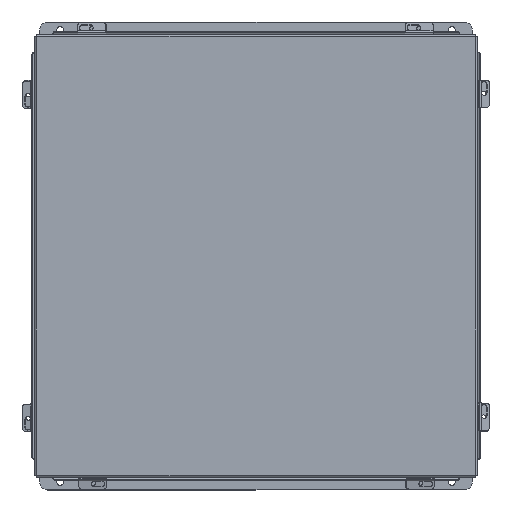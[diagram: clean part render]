
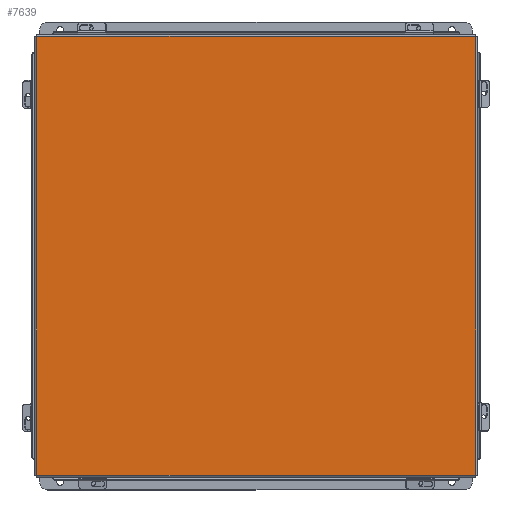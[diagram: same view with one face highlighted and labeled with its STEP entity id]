
A CAD part, top view. The second image highlights one B-rep face of the part: STEP entity #7639.
In plain terms, the highlighted face is planar.
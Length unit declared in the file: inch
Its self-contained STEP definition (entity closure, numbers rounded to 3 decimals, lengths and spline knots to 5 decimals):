
#270 = ORIENTED_EDGE ( 'NONE', *, *, #6372, .T. ) ;
#377 = DIRECTION ( 'NONE',  ( 1., 0., 0. ) ) ;
#749 = CARTESIAN_POINT ( 'NONE',  ( -10.06855, -10.06855, -0.0747 ) ) ;
#932 = CARTESIAN_POINT ( 'NONE',  ( -10.06855, 10.06855, -0.0747 ) ) ;
#1027 = LINE ( 'NONE', #8585, #2800 ) ;
#1078 = EDGE_LOOP ( 'NONE', ( #2541, #4616, #270, #7678 ) ) ;
#1286 = AXIS2_PLACEMENT_3D ( 'NONE', #8143, #6631, #2081 ) ;
#1583 = VERTEX_POINT ( 'NONE', #3325 ) ;
#2066 = LINE ( 'NONE', #2603, #3861 ) ;
#2081 = DIRECTION ( 'NONE',  ( -1., 0., 0. ) ) ;
#2285 = DIRECTION ( 'NONE',  ( 0., 1., 0. ) ) ;
#2541 = ORIENTED_EDGE ( 'NONE', *, *, #2733, .T. ) ;
#2571 = FACE_OUTER_BOUND ( 'NONE', #1078, .T. ) ;
#2603 = CARTESIAN_POINT ( 'NONE',  ( -10.07448, 10.06855, -0.0747 ) ) ;
#2733 = EDGE_CURVE ( 'NONE', #5250, #1583, #2066, .T. ) ;
#2800 = VECTOR ( 'NONE', #7834, 39.37008 ) ;
#3325 = CARTESIAN_POINT ( 'NONE',  ( 10.06855, 10.06855, -0.0747 ) ) ;
#3484 = LINE ( 'NONE', #7902, #5264 ) ;
#3861 = VECTOR ( 'NONE', #377, 39.37008 ) ;
#4616 = ORIENTED_EDGE ( 'NONE', *, *, #9827, .T. ) ;
#4860 = CARTESIAN_POINT ( 'NONE',  ( 10.06855, -10.06855, -0.0747 ) ) ;
#5250 = VERTEX_POINT ( 'NONE', #932 ) ;
#5264 = VECTOR ( 'NONE', #8689, 39.37008 ) ;
#5556 = VERTEX_POINT ( 'NONE', #749 ) ;
#6250 = VECTOR ( 'NONE', #2285, 39.37008 ) ;
#6372 = EDGE_CURVE ( 'NONE', #6932, #5556, #3484, .T. ) ;
#6631 = DIRECTION ( 'NONE',  ( 0., 0., -1. ) ) ;
#6932 = VERTEX_POINT ( 'NONE', #4860 ) ;
#7596 = CARTESIAN_POINT ( 'NONE',  ( -10.06855, -10.07448, -0.0747 ) ) ;
#7639 = ADVANCED_FACE ( 'NONE', ( #2571 ), #9630, .T. ) ;
#7678 = ORIENTED_EDGE ( 'NONE', *, *, #9615, .T. ) ;
#7834 = DIRECTION ( 'NONE',  ( 0., -1., 0. ) ) ;
#7902 = CARTESIAN_POINT ( 'NONE',  ( 10.07448, -10.06855, -0.0747 ) ) ;
#8143 = CARTESIAN_POINT ( 'NONE',  ( 0., 0., -0.0747 ) ) ;
#8297 = LINE ( 'NONE', #7596, #6250 ) ;
#8585 = CARTESIAN_POINT ( 'NONE',  ( 10.06855, 10.07448, -0.0747 ) ) ;
#8689 = DIRECTION ( 'NONE',  ( -1., 0., 0. ) ) ;
#9615 = EDGE_CURVE ( 'NONE', #5556, #5250, #8297, .T. ) ;
#9630 = PLANE ( 'NONE',  #1286 ) ;
#9827 = EDGE_CURVE ( 'NONE', #1583, #6932, #1027, .T. ) ;
